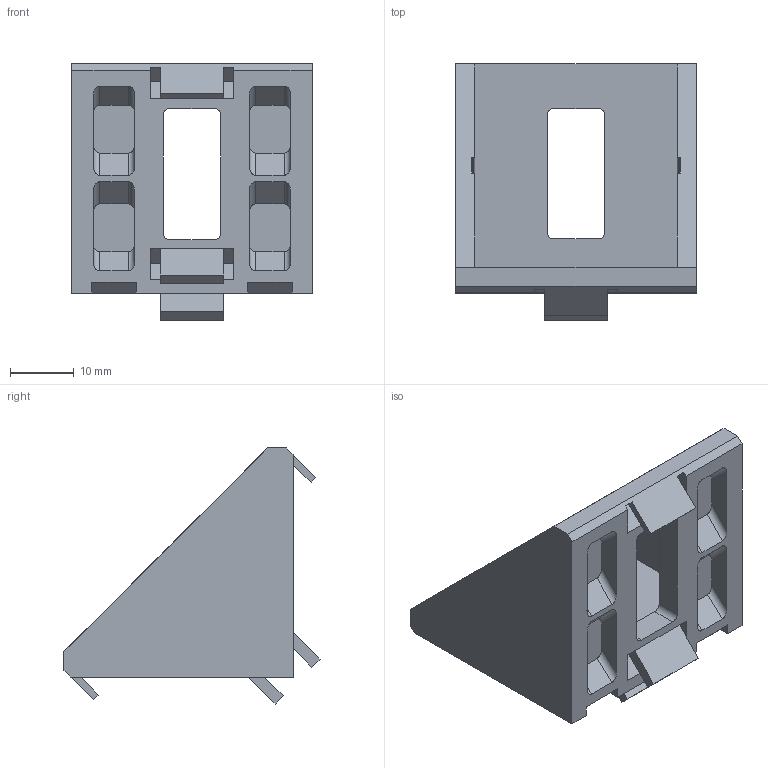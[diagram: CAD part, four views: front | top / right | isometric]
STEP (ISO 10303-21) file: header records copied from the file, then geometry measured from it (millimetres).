
FILE_DESCRIPTION (( 'STEP AP214' ), '1' );
FILE_NAME ('SNSD.30.51.70. Óãëîâîé àëþìèíèåâûé ñîåäèíèòåëü 40õ40L, ïàç 10(A18).STEP', '2014-12-10T08:48:30', ( 'XTreme.ws' ), ( 'XTreme.ws' ), 'SwSTEP 2.0', 'SolidWorks 2014', '' );
FILE_SCHEMA (( 'AUTOMOTIVE_DESIGN' ));
Length unit declared in the file: millimetre
Products named in the file (1): SNSD.30.51.70. Óãëîâîé àëþìèíèåâûé ñîåäèíèòåëü 40õ40L, ïàç 10(A18)
Bounding box: 37.8 x 40.24 x 40.24 mm (x, y, z)
Volume: 9960.4 mm3; surface area: 8950.4 mm2
Topology: 1 solids, 1 shells, 171 faces, 457 edges, 298 vertices
Faces by surface type: plane 108, cylinder 52, torus 11
Entity records: 5294 total; most frequent: CARTESIAN_POINT 1119, ORIENTED_EDGE 914, DIRECTION 798, EDGE_CURVE 457, VECTOR 332, LINE 332, VERTEX_POINT 298, AXIS2_PLACEMENT_3D 233
